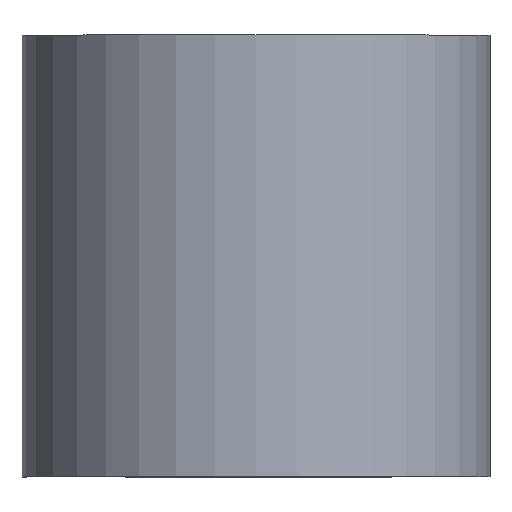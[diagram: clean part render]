
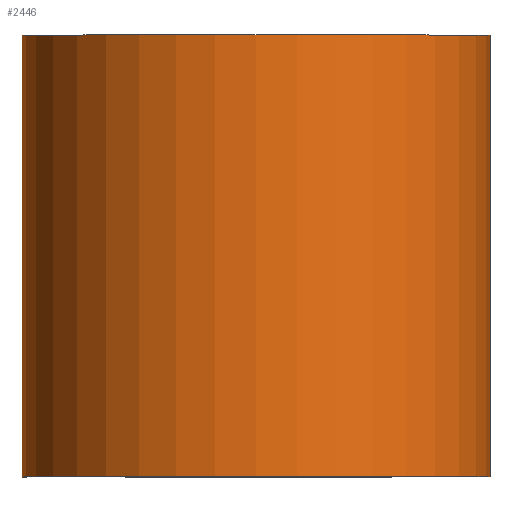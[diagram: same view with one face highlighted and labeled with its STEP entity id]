
A CAD part, top view. The second image highlights one B-rep face of the part: STEP entity #2446.
In plain terms, the highlighted cylindrical face has radius 15.904 mm (diameter 31.808 mm), a partial arc.
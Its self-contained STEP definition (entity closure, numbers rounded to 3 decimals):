
#22 = CARTESIAN_POINT ( 'NONE',  ( -0.165, 30., 0. ) ) ;
#113 = VERTEX_POINT ( 'NONE', #2325 ) ;
#245 = DIRECTION ( 'NONE',  ( 0., -1., 0. ) ) ;
#249 = CARTESIAN_POINT ( 'NONE',  ( 15.739, 30., 0. ) ) ;
#294 = DIRECTION ( 'NONE',  ( 1., 0., 0. ) ) ;
#378 = EDGE_LOOP ( 'NONE', ( #2686, #1153, #459, #1497 ) ) ;
#393 = EDGE_CURVE ( 'NONE', #2609, #113, #2025, .T. ) ;
#459 = ORIENTED_EDGE ( 'NONE', *, *, #1539, .T. ) ;
#474 = DIRECTION ( 'NONE',  ( 1., 0., 0. ) ) ;
#711 = CYLINDRICAL_SURFACE ( 'NONE', #2272, 15.904 ) ;
#726 = DIRECTION ( 'NONE',  ( 0., -1., 0. ) ) ;
#834 = VECTOR ( 'NONE', #245, 1000. ) ;
#930 = AXIS2_PLACEMENT_3D ( 'NONE', #1893, #1423, #294 ) ;
#1051 = CIRCLE ( 'NONE', #1983, 15.904 ) ;
#1153 = ORIENTED_EDGE ( 'NONE', *, *, #1689, .F. ) ;
#1213 = FACE_OUTER_BOUND ( 'NONE', #378, .T. ) ;
#1344 = CARTESIAN_POINT ( 'NONE',  ( -16.069, 30., 0. ) ) ;
#1423 = DIRECTION ( 'NONE',  ( 0., -1., 0. ) ) ;
#1454 = CARTESIAN_POINT ( 'NONE',  ( 15.739, 30., 0. ) ) ;
#1473 = CIRCLE ( 'NONE', #930, 15.904 ) ;
#1497 = ORIENTED_EDGE ( 'NONE', *, *, #393, .T. ) ;
#1539 = EDGE_CURVE ( 'NONE', #1547, #2609, #1473, .T. ) ;
#1547 = VERTEX_POINT ( 'NONE', #1454 ) ;
#1689 = EDGE_CURVE ( 'NONE', #1547, #2602, #2522, .T. ) ;
#1796 = DIRECTION ( 'NONE',  ( 0., -1., 0. ) ) ;
#1893 = CARTESIAN_POINT ( 'NONE',  ( -0.165, 30., 0. ) ) ;
#1941 = DIRECTION ( 'NONE',  ( 0., 0., -1. ) ) ;
#1953 = CARTESIAN_POINT ( 'NONE',  ( -16.069, 30., 0. ) ) ;
#1983 = AXIS2_PLACEMENT_3D ( 'NONE', #2629, #726, #474 ) ;
#2025 = LINE ( 'NONE', #1344, #2143 ) ;
#2143 = VECTOR ( 'NONE', #1796, 1000. ) ;
#2272 = AXIS2_PLACEMENT_3D ( 'NONE', #22, #2811, #1941 ) ;
#2325 = CARTESIAN_POINT ( 'NONE',  ( -16.069, 0., 0. ) ) ;
#2446 = ADVANCED_FACE ( 'NONE', ( #1213 ), #711, .T. ) ;
#2457 = CARTESIAN_POINT ( 'NONE',  ( 15.739, 0., 0. ) ) ;
#2487 = EDGE_CURVE ( 'NONE', #2602, #113, #1051, .T. ) ;
#2522 = LINE ( 'NONE', #249, #834 ) ;
#2602 = VERTEX_POINT ( 'NONE', #2457 ) ;
#2609 = VERTEX_POINT ( 'NONE', #1953 ) ;
#2629 = CARTESIAN_POINT ( 'NONE',  ( -0.165, 0., 0. ) ) ;
#2686 = ORIENTED_EDGE ( 'NONE', *, *, #2487, .F. ) ;
#2811 = DIRECTION ( 'NONE',  ( 0., -1., 0. ) ) ;
